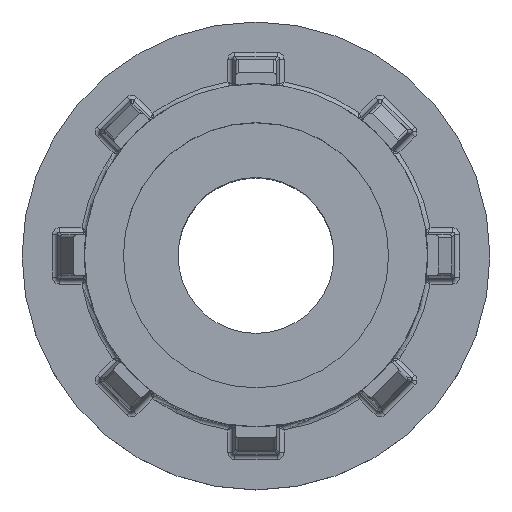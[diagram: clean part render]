
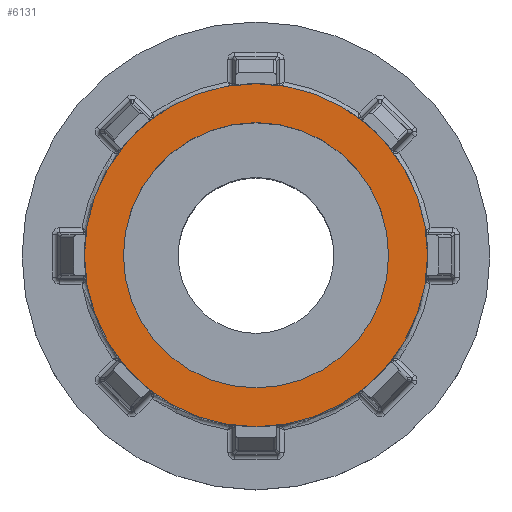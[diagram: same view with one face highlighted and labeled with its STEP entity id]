
A CAD part, top view. The second image highlights one B-rep face of the part: STEP entity #6131.
In plain terms, the highlighted planar face has unit normal (0, 0, 1).
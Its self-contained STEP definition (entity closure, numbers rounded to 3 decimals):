
#122 = DIRECTION ( 'NONE',  ( 1., 0., 0. ) ) ;
#432 = EDGE_CURVE ( 'NONE', #6865, #8046, #6441, .T. ) ;
#478 = CARTESIAN_POINT ( 'NONE',  ( -11., 0., 33. ) ) ;
#514 = CIRCLE ( 'NONE', #4117, 8.5 ) ;
#869 = FACE_OUTER_BOUND ( 'NONE', #2915, .T. ) ;
#1251 = EDGE_CURVE ( 'NONE', #8046, #6865, #2410, .T. ) ;
#1330 = AXIS2_PLACEMENT_3D ( 'NONE', #8045, #9646, #4676 ) ;
#1350 = DIRECTION ( 'NONE',  ( 1., 0., 0. ) ) ;
#2248 = VERTEX_POINT ( 'NONE', #5982 ) ;
#2410 = CIRCLE ( 'NONE', #8082, 11. ) ;
#2484 = DIRECTION ( 'NONE',  ( 0., 0., 1. ) ) ;
#2915 = EDGE_LOOP ( 'NONE', ( #4543, #8379 ) ) ;
#3265 = VERTEX_POINT ( 'NONE', #5051 ) ;
#3727 = DIRECTION ( 'NONE',  ( 0., 0., 1. ) ) ;
#4058 = EDGE_CURVE ( 'NONE', #3265, #2248, #514, .T. ) ;
#4117 = AXIS2_PLACEMENT_3D ( 'NONE', #7603, #2484, #1350 ) ;
#4217 = CARTESIAN_POINT ( 'NONE',  ( 0., 0., 33. ) ) ;
#4543 = ORIENTED_EDGE ( 'NONE', *, *, #1251, .T. ) ;
#4676 = DIRECTION ( 'NONE',  ( 1., 0., 0. ) ) ;
#4981 = CIRCLE ( 'NONE', #6857, 8.5 ) ;
#5051 = CARTESIAN_POINT ( 'NONE',  ( 8.5, 0., 33. ) ) ;
#5095 = DIRECTION ( 'NONE',  ( 1., 0., 0. ) ) ;
#5141 = FACE_BOUND ( 'NONE', #10295, .T. ) ;
#5201 = DIRECTION ( 'NONE',  ( 0., 0., 1. ) ) ;
#5503 = PLANE ( 'NONE',  #1330 ) ;
#5982 = CARTESIAN_POINT ( 'NONE',  ( -8.5, 0., 33. ) ) ;
#6131 = ADVANCED_FACE ( 'NONE', ( #5141, #869 ), #5503, .T. ) ;
#6441 = CIRCLE ( 'NONE', #6578, 11. ) ;
#6578 = AXIS2_PLACEMENT_3D ( 'NONE', #4217, #10023, #5095 ) ;
#6857 = AXIS2_PLACEMENT_3D ( 'NONE', #8788, #3727, #9573 ) ;
#6865 = VERTEX_POINT ( 'NONE', #7243 ) ;
#7243 = CARTESIAN_POINT ( 'NONE',  ( 11., 0., 33. ) ) ;
#7364 = EDGE_CURVE ( 'NONE', #2248, #3265, #4981, .T. ) ;
#7603 = CARTESIAN_POINT ( 'NONE',  ( 0., 0., 33. ) ) ;
#8045 = CARTESIAN_POINT ( 'NONE',  ( 0., 0., 33. ) ) ;
#8046 = VERTEX_POINT ( 'NONE', #478 ) ;
#8082 = AXIS2_PLACEMENT_3D ( 'NONE', #10125, #5201, #122 ) ;
#8379 = ORIENTED_EDGE ( 'NONE', *, *, #432, .T. ) ;
#8625 = ORIENTED_EDGE ( 'NONE', *, *, #4058, .F. ) ;
#8788 = CARTESIAN_POINT ( 'NONE',  ( 0., 0., 33. ) ) ;
#9573 = DIRECTION ( 'NONE',  ( 1., 0., 0. ) ) ;
#9646 = DIRECTION ( 'NONE',  ( 0., 0., 1. ) ) ;
#10023 = DIRECTION ( 'NONE',  ( 0., 0., 1. ) ) ;
#10125 = CARTESIAN_POINT ( 'NONE',  ( 0., 0., 33. ) ) ;
#10295 = EDGE_LOOP ( 'NONE', ( #8625, #10572 ) ) ;
#10572 = ORIENTED_EDGE ( 'NONE', *, *, #7364, .F. ) ;
